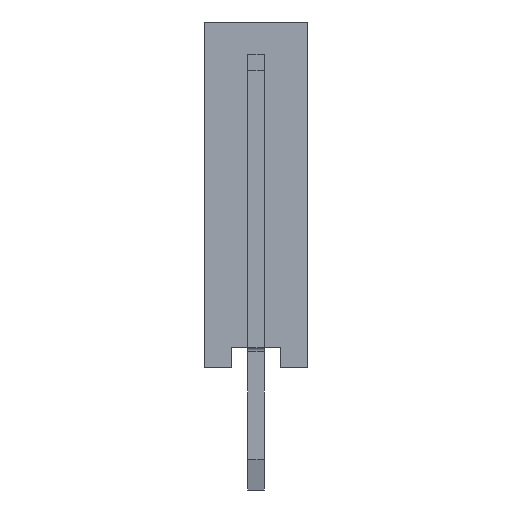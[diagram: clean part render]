
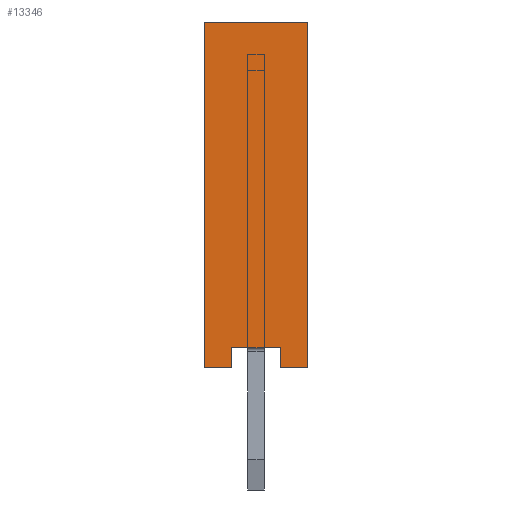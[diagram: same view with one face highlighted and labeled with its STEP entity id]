
A CAD part, left-side view. The second image highlights one B-rep face of the part: STEP entity #13346.
In plain terms, the highlighted planar face has unit normal (-1, 0, 0).
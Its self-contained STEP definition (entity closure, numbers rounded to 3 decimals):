
#13346=ADVANCED_FACE('',(#28538),#28540,.T.);
#28538=FACE_BOUND('',#28539,.T.);
#28539=EDGE_LOOP('',(#40981,#40982,#40983,#40984,#40985,#40986,#40987,#40988));
#28540=PLANE('',#28541);
#28541=AXIS2_PLACEMENT_3D('',#28542,#28543,#28544);
#28542=CARTESIAN_POINT('',(-1.27,1.27,0.));
#28543=DIRECTION('',(-1.,0.,0.));
#28544=DIRECTION('',(0.,-1.,0.));
#40981=ORIENTED_EDGE('',*,*,#48309,.T.);
#40982=ORIENTED_EDGE('',*,*,#48310,.T.);
#40983=ORIENTED_EDGE('',*,*,#48311,.T.);
#40984=ORIENTED_EDGE('',*,*,#48312,.F.);
#40985=ORIENTED_EDGE('',*,*,#48313,.F.);
#40986=ORIENTED_EDGE('',*,*,#48314,.T.);
#40987=ORIENTED_EDGE('',*,*,#48315,.T.);
#40988=ORIENTED_EDGE('',*,*,#45921,.T.);
#45921=EDGE_CURVE('',#53581,#53582,#53583,.T.);
#48309=EDGE_CURVE('',#53582,#57133,#57134,.F.);
#48310=EDGE_CURVE('',#57133,#57135,#57136,.T.);
#48311=EDGE_CURVE('',#57135,#57137,#57138,.T.);
#48312=EDGE_CURVE('',#57139,#57137,#57140,.T.);
#48313=EDGE_CURVE('',#57141,#57139,#57142,.T.);
#48314=EDGE_CURVE('',#57141,#57143,#57144,.T.);
#48315=EDGE_CURVE('',#57143,#53581,#57145,.F.);
#53581=VERTEX_POINT('',#67973);
#53582=VERTEX_POINT('',#67974);
#53583=LINE('',#67975,#67976);
#57133=VERTEX_POINT('',#76661);
#57134=LINE('',#76662,#76663);
#57135=VERTEX_POINT('',#76665);
#57136=LINE('',#76666,#76667);
#57137=VERTEX_POINT('',#76669);
#57138=LINE('',#76670,#76671);
#57139=VERTEX_POINT('',#76673);
#57140=LINE('',#76674,#76675);
#57141=VERTEX_POINT('',#76677);
#57142=LINE('',#76678,#76679);
#57143=VERTEX_POINT('',#76681);
#57144=LINE('',#76682,#76683);
#57145=LINE('',#76685,#76686);
#67973=CARTESIAN_POINT('',(-1.27,0.6,0.5));
#67974=CARTESIAN_POINT('',(-1.27,-0.6,0.5));
#67975=CARTESIAN_POINT('',(-1.27,0.6,0.5));
#67976=VECTOR('',#67977,1.);
#67977=DIRECTION('',(0.,-1.,0.));
#76661=CARTESIAN_POINT('',(-1.27,-0.6,0.));
#76662=CARTESIAN_POINT('',(-1.27,-0.6,0.));
#76663=VECTOR('',#76664,1.);
#76664=DIRECTION('',(0.,0.,1.));
#76665=CARTESIAN_POINT('',(-1.27,-1.27,0.));
#76666=CARTESIAN_POINT('',(-1.27,-0.6,0.));
#76667=VECTOR('',#76668,1.);
#76668=DIRECTION('',(0.,-1.,0.));
#76669=CARTESIAN_POINT('',(-1.27,-1.27,8.5));
#76670=CARTESIAN_POINT('',(-1.27,-1.27,0.));
#76671=VECTOR('',#76672,1.);
#76672=DIRECTION('',(0.,0.,1.));
#76673=CARTESIAN_POINT('',(-1.27,1.27,8.5));
#76674=CARTESIAN_POINT('',(-1.27,1.27,8.5));
#76675=VECTOR('',#76676,1.);
#76676=DIRECTION('',(0.,-1.,0.));
#76677=CARTESIAN_POINT('',(-1.27,1.27,0.));
#76678=CARTESIAN_POINT('',(-1.27,1.27,0.));
#76679=VECTOR('',#76680,1.);
#76680=DIRECTION('',(0.,0.,1.));
#76681=CARTESIAN_POINT('',(-1.27,0.6,0.));
#76682=CARTESIAN_POINT('',(-1.27,1.27,0.));
#76683=VECTOR('',#76684,1.);
#76684=DIRECTION('',(0.,-1.,0.));
#76685=CARTESIAN_POINT('',(-1.27,0.6,0.5));
#76686=VECTOR('',#76687,1.);
#76687=DIRECTION('',(0.,0.,-1.));
